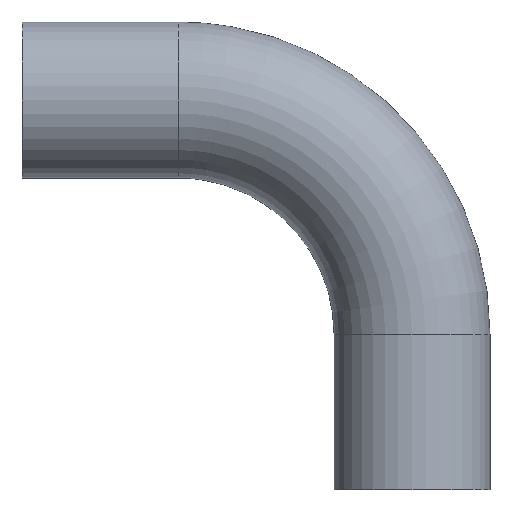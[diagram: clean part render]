
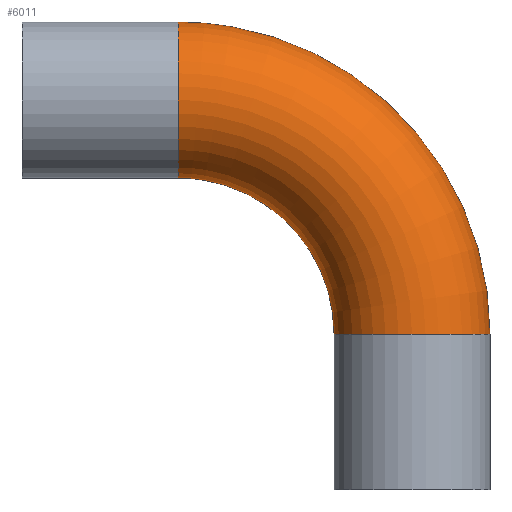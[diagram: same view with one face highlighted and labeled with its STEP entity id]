
A CAD part, front view. The second image highlights one B-rep face of the part: STEP entity #6011.
In plain terms, the highlighted toroidal (fillet/blend) face has major radius 57.15 mm and minor radius 19.05 mm.
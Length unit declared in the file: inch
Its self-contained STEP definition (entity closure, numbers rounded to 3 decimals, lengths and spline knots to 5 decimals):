
#14=TOROIDAL_SURFACE('',#6306,2.25,0.75);
#65=FACE_BOUND('',#1061,.T.);
#692=FACE_OUTER_BOUND('',#1060,.T.);
#1060=EDGE_LOOP('',(#5623));
#1061=EDGE_LOOP('',(#5624));
#1178=CIRCLE('',#6287,0.75);
#1185=CIRCLE('',#6303,0.75);
#2938=VERTEX_POINT('',#13672);
#2945=VERTEX_POINT('',#13695);
#3831=EDGE_CURVE('',#2938,#2938,#1178,.T.);
#3838=EDGE_CURVE('',#2945,#2945,#1185,.T.);
#5623=ORIENTED_EDGE('',*,*,#3838,.T.);
#5624=ORIENTED_EDGE('',*,*,#3831,.F.);
#6011=ADVANCED_FACE('',(#692,#65),#14,.T.);
#6287=AXIS2_PLACEMENT_3D('',#13673,#7258,#7259);
#6303=AXIS2_PLACEMENT_3D('',#13696,#7290,#7291);
#6306=AXIS2_PLACEMENT_3D('',#13699,#7296,#7297);
#7258=DIRECTION('center_axis',(0.,0.,-1.));
#7259=DIRECTION('ref_axis',(-1.,0.,0.));
#7290=DIRECTION('center_axis',(1.,0.,0.));
#7291=DIRECTION('ref_axis',(0.,0.,
-1.));
#7296=DIRECTION('center_axis',(0.,-1.,0.));
#7297=DIRECTION('ref_axis',(0.,0.,-1.));
#13672=CARTESIAN_POINT('',(0.75,0.,0.));
#13673=CARTESIAN_POINT('Origin',(0.,0.,0.));
#13695=CARTESIAN_POINT('',(-2.25,0.,3.));
#13696=CARTESIAN_POINT('Origin',(-2.25,0.,2.25));
#13699=CARTESIAN_POINT('Origin',(-2.25,0.,0.));
